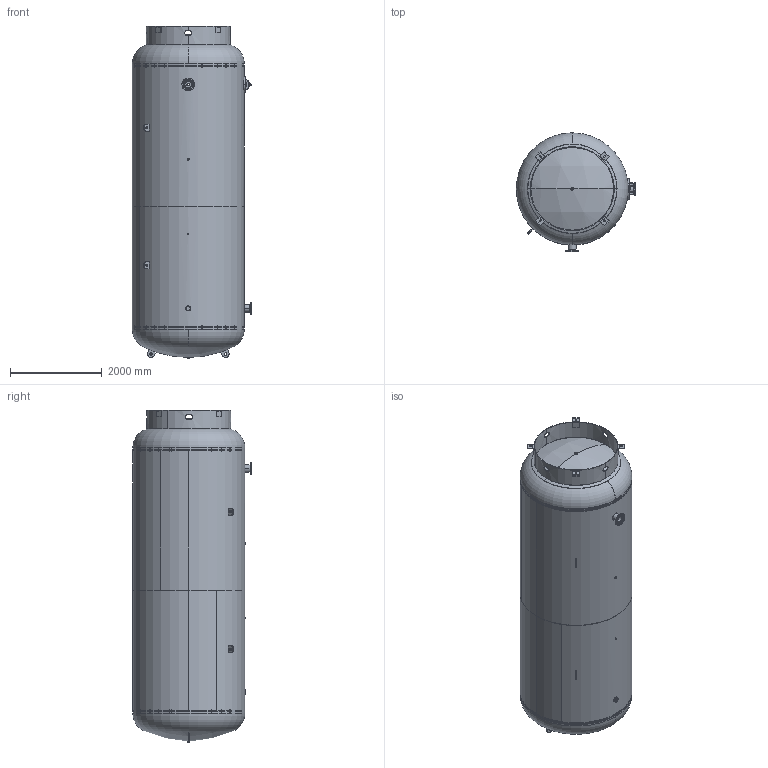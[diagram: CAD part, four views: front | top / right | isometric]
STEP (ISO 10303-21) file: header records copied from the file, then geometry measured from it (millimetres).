
FILE_DESCRIPTION (( 'STEP AP203' ), '1' );
FILE_NAME ('304807.STEP', '2012-05-21T18:53:08', ( '' ), ( '' ), 'SwSTEP 2.0', 'SolidWorks 2012', '' );
FILE_SCHEMA (( 'CONFIG_CONTROL_DESIGN' ));
Length unit declared in the file: inch
Products named in the file (1): 304807
Bounding box: 2600.23 x 2606.68 x 7232.52 mm (x, y, z)
Surface area: 88093476 mm2 (no closed solid volume)
Topology: 0 solids, 40 shells, 334 faces, 1055 edges, 739 vertices
Faces by surface type: cylinder 175, plane 117, torus 18, bspline 16, sphere 4, cone 4
Entity records: 18704 total; most frequent: CARTESIAN_POINT 9281, DIRECTION 2029, ORIENTED_EDGE 1723, EDGE_CURVE 1055, AXIS2_PLACEMENT_3D 778, VERTEX_POINT 739, LINE 473, VECTOR 473
